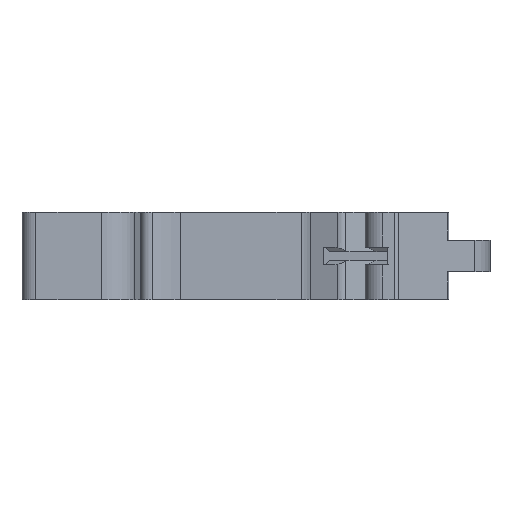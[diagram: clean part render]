
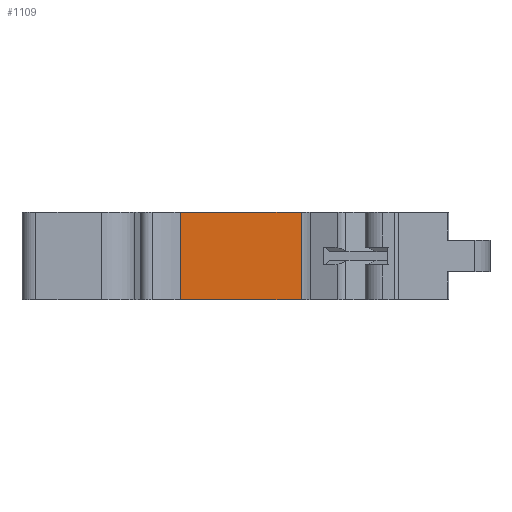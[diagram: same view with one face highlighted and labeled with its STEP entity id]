
A CAD part, front view. The second image highlights one B-rep face of the part: STEP entity #1109.
In plain terms, the highlighted planar face has unit normal (0, -1, 0).
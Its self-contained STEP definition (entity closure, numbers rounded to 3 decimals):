
#617=FACE_OUTER_BOUND('',#1957,.T.);
#1109=ADVANCED_FACE('',(#617),#1449,.F.);
#1449=PLANE('',#10254);
#1957=EDGE_LOOP('',(#4439,#4440,#4441,#4442));
#4439=ORIENTED_EDGE('',*,*,#7278,.F.);
#4440=ORIENTED_EDGE('',*,*,#6728,.F.);
#4441=ORIENTED_EDGE('',*,*,#7277,.T.);
#4442=ORIENTED_EDGE('',*,*,#6296,.F.);
#5372=VERTEX_POINT('',#13371);
#5373=VERTEX_POINT('',#13373);
#5670=VERTEX_POINT('',#14250);
#5671=VERTEX_POINT('',#14252);
#6296=EDGE_CURVE('',#5372,#5373,#7662,.T.);
#6728=EDGE_CURVE('',#5670,#5671,#7937,.T.);
#7277=EDGE_CURVE('',#5670,#5373,#8301,.T.);
#7278=EDGE_CURVE('',#5671,#5372,#8302,.T.);
#7662=LINE('',#13372,#8640);
#7937=LINE('',#14251,#8915);
#8301=LINE('',#15362,#9279);
#8302=LINE('',#15364,#9280);
#8640=VECTOR('',#10557,1.);
#8915=VECTOR('',#11444,1.);
#9279=VECTOR('',#12510,1.);
#9280=VECTOR('',#12513,1.);
#10254=AXIS2_PLACEMENT_3D('',#15365,#12514,#12515);
#10557=DIRECTION('',(-1.,0.,0.));
#11444=DIRECTION('',(1.,0.,0.));
#12510=DIRECTION('',(0.,0.,-1.));
#12513=DIRECTION('',(0.,0.,-1.));
#12514=DIRECTION('',(0.,1.,0.));
#12515=DIRECTION('',(0.,0.,1.));
#13371=CARTESIAN_POINT('',(2.524,-18.7,-2.5));
#13372=CARTESIAN_POINT('',(2.524,-18.7,-2.5));
#13373=CARTESIAN_POINT('',(-4.408,-18.7,-2.5));
#14250=CARTESIAN_POINT('',(-4.408,-18.7,2.5));
#14251=CARTESIAN_POINT('',(-4.408,-18.7,2.5));
#14252=CARTESIAN_POINT('',(2.524,-18.7,2.5));
#15362=CARTESIAN_POINT('',(-4.408,-18.7,2.5));
#15364=CARTESIAN_POINT('',(2.524,-18.7,2.5));
#15365=CARTESIAN_POINT('',(2.524,-18.7,3.));
